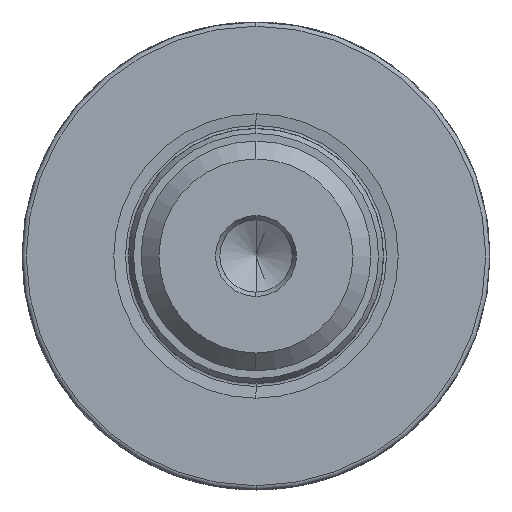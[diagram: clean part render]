
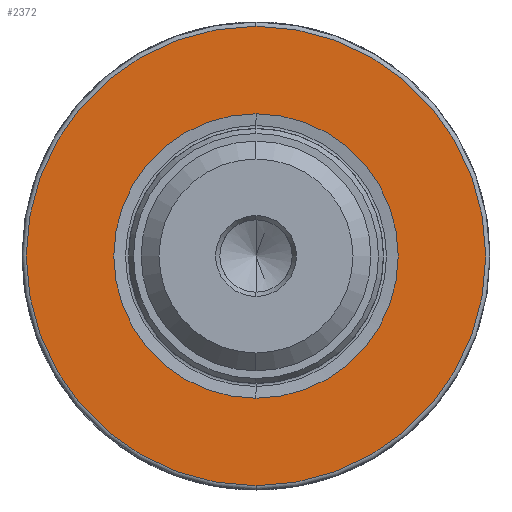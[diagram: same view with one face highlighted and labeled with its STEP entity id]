
A CAD part, left-side view. The second image highlights one B-rep face of the part: STEP entity #2372.
In plain terms, the highlighted planar face has unit normal (-1, 0, 0).
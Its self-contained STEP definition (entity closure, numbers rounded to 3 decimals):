
#586 = AXIS2_PLACEMENT_3D ( 'NONE', #6782, #6419, #9922 ) ;
#949 = FACE_BOUND ( 'NONE', #2951, .T. ) ;
#959 = CARTESIAN_POINT ( 'NONE',  ( 0., 0., -27. ) ) ;
#1006 = CARTESIAN_POINT ( 'NONE',  ( 0., 0., -16.715 ) ) ;
#1254 = ORIENTED_EDGE ( 'NONE', *, *, #7877, .T. ) ;
#2372 = ADVANCED_FACE ( 'NONE', ( #949, #2400 ), #5118, .T. ) ;
#2400 = FACE_OUTER_BOUND ( 'NONE', #8886, .T. ) ;
#2450 = ORIENTED_EDGE ( 'NONE', *, *, #7803, .F. ) ;
#2951 = EDGE_LOOP ( 'NONE', ( #9371, #1254 ) ) ;
#3028 = AXIS2_PLACEMENT_3D ( 'NONE', #4237, #9568, #5004 ) ;
#3619 = CARTESIAN_POINT ( 'NONE',  ( 0., 0., 27. ) ) ;
#3696 = VERTEX_POINT ( 'NONE', #959 ) ;
#3986 = EDGE_CURVE ( 'NONE', #4409, #3696, #7807, .T. ) ;
#4122 = DIRECTION ( 'NONE',  ( 1., 0., 0. ) ) ;
#4237 = CARTESIAN_POINT ( 'NONE',  ( 0., 0., 0. ) ) ;
#4402 = EDGE_CURVE ( 'NONE', #5266, #4868, #9229, .T. ) ;
#4409 = VERTEX_POINT ( 'NONE', #3619 ) ;
#4868 = VERTEX_POINT ( 'NONE', #1006 ) ;
#5004 = DIRECTION ( 'NONE',  ( 0., 0., -1. ) ) ;
#5056 = CARTESIAN_POINT ( 'NONE',  ( 0., 16.715, 0. ) ) ;
#5081 = ORIENTED_EDGE ( 'NONE', *, *, #3986, .F. ) ;
#5118 = PLANE ( 'NONE',  #8304 ) ;
#5266 = VERTEX_POINT ( 'NONE', #6770 ) ;
#6419 = DIRECTION ( 'NONE',  ( 1., 0., 0. ) ) ;
#6540 = DIRECTION ( 'NONE',  ( 0., 0., -1. ) ) ;
#6547 = DIRECTION ( 'NONE',  ( -1., 0., 0. ) ) ;
#6576 = DIRECTION ( 'NONE',  ( 1., 0., 0. ) ) ;
#6599 = CARTESIAN_POINT ( 'NONE',  ( 0., 0., 0. ) ) ;
#6770 = CARTESIAN_POINT ( 'NONE',  ( 0., 0., 16.715 ) ) ;
#6782 = CARTESIAN_POINT ( 'NONE',  ( 0., 0., 0. ) ) ;
#6851 = DIRECTION ( 'NONE',  ( 0., 0., 1. ) ) ;
#7611 = AXIS2_PLACEMENT_3D ( 'NONE', #6599, #6576, #6540 ) ;
#7803 = EDGE_CURVE ( 'NONE', #3696, #4409, #9535, .T. ) ;
#7807 = CIRCLE ( 'NONE', #586, 27. ) ;
#7877 = EDGE_CURVE ( 'NONE', #4868, #5266, #9058, .T. ) ;
#8304 = AXIS2_PLACEMENT_3D ( 'NONE', #5056, #6547, #6851 ) ;
#8678 = CARTESIAN_POINT ( 'NONE',  ( 0., 0., 0. ) ) ;
#8886 = EDGE_LOOP ( 'NONE', ( #2450, #5081 ) ) ;
#9058 = CIRCLE ( 'NONE', #3028, 16.715 ) ;
#9229 = CIRCLE ( 'NONE', #7611, 16.715 ) ;
#9367 = AXIS2_PLACEMENT_3D ( 'NONE', #8678, #4122, #9459 ) ;
#9371 = ORIENTED_EDGE ( 'NONE', *, *, #4402, .T. ) ;
#9459 = DIRECTION ( 'NONE',  ( 0., 0., -1. ) ) ;
#9535 = CIRCLE ( 'NONE', #9367, 27. ) ;
#9568 = DIRECTION ( 'NONE',  ( 1., 0., 0. ) ) ;
#9922 = DIRECTION ( 'NONE',  ( 0., 0., -1. ) ) ;
